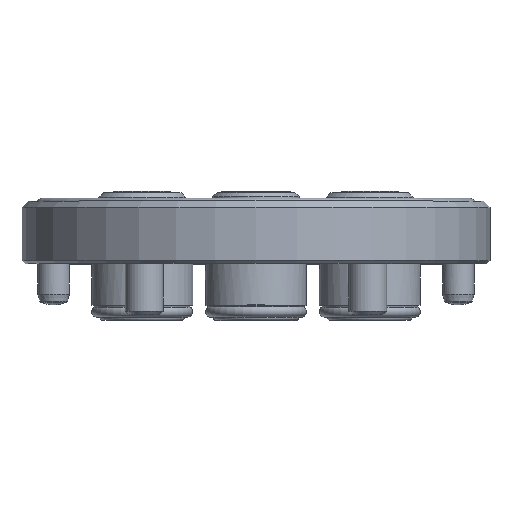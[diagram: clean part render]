
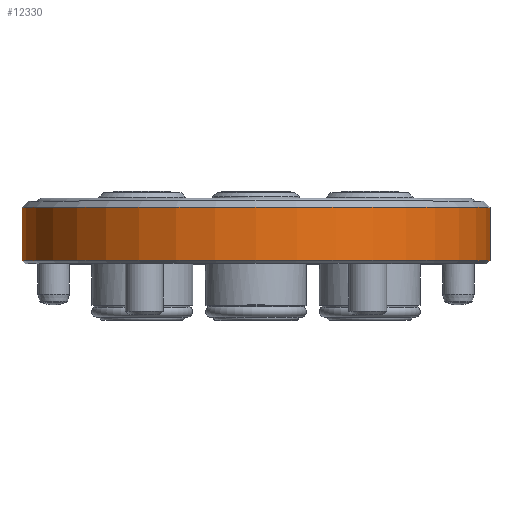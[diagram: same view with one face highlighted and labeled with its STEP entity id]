
A CAD part, top view. The second image highlights one B-rep face of the part: STEP entity #12330.
In plain terms, the highlighted cylindrical face has radius 37 mm (diameter 74 mm), a full revolution.
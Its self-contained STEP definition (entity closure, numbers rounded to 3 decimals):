
#82 = FACE_OUTER_BOUND ( 'NONE', #7971, .T. ) ;
#318 = CYLINDRICAL_SURFACE ( 'NONE', #1665, 37. ) ;
#825 = DIRECTION ( 'NONE',  ( 0., -1., 0. ) ) ;
#1332 = FACE_OUTER_BOUND ( 'NONE', #8163, .T. ) ;
#1665 = AXIS2_PLACEMENT_3D ( 'NONE', #4052, #3986, #19929 ) ;
#3109 = EDGE_CURVE ( 'NONE', #12510, #12510, #8196, .T. ) ;
#3986 = DIRECTION ( 'NONE',  ( 0., -1., 0. ) ) ;
#4052 = CARTESIAN_POINT ( 'NONE',  ( 0., 0., 0. ) ) ;
#5500 = AXIS2_PLACEMENT_3D ( 'NONE', #16893, #825, #15289 ) ;
#6269 = ORIENTED_EDGE ( 'NONE', *, *, #3109, .F. ) ;
#7043 = EDGE_CURVE ( 'NONE', #17738, #17738, #17258, .T. ) ;
#7136 = DIRECTION ( 'NONE',  ( 0., -1., 0. ) ) ;
#7971 = EDGE_LOOP ( 'NONE', ( #17428 ) ) ;
#8163 = EDGE_LOOP ( 'NONE', ( #6269 ) ) ;
#8196 = CIRCLE ( 'NONE', #8365, 37. ) ;
#8365 = AXIS2_PLACEMENT_3D ( 'NONE', #19901, #7136, #10190 ) ;
#9996 = CARTESIAN_POINT ( 'NONE',  ( 0., 8.9, -37. ) ) ;
#10190 = DIRECTION ( 'NONE',  ( 0., 0., -1. ) ) ;
#12330 = ADVANCED_FACE ( 'NONE', ( #1332, #82 ), #318, .T. ) ;
#12359 = CARTESIAN_POINT ( 'NONE',  ( 0., 0.5, -37. ) ) ;
#12510 = VERTEX_POINT ( 'NONE', #12359 ) ;
#15289 = DIRECTION ( 'NONE',  ( 0., 0., -1. ) ) ;
#16893 = CARTESIAN_POINT ( 'NONE',  ( 0., 8.9, 0. ) ) ;
#17258 = CIRCLE ( 'NONE', #5500, 37. ) ;
#17428 = ORIENTED_EDGE ( 'NONE', *, *, #7043, .T. ) ;
#17738 = VERTEX_POINT ( 'NONE', #9996 ) ;
#19901 = CARTESIAN_POINT ( 'NONE',  ( 0., 0.5, 0. ) ) ;
#19929 = DIRECTION ( 'NONE',  ( 0., 0., -1. ) ) ;
